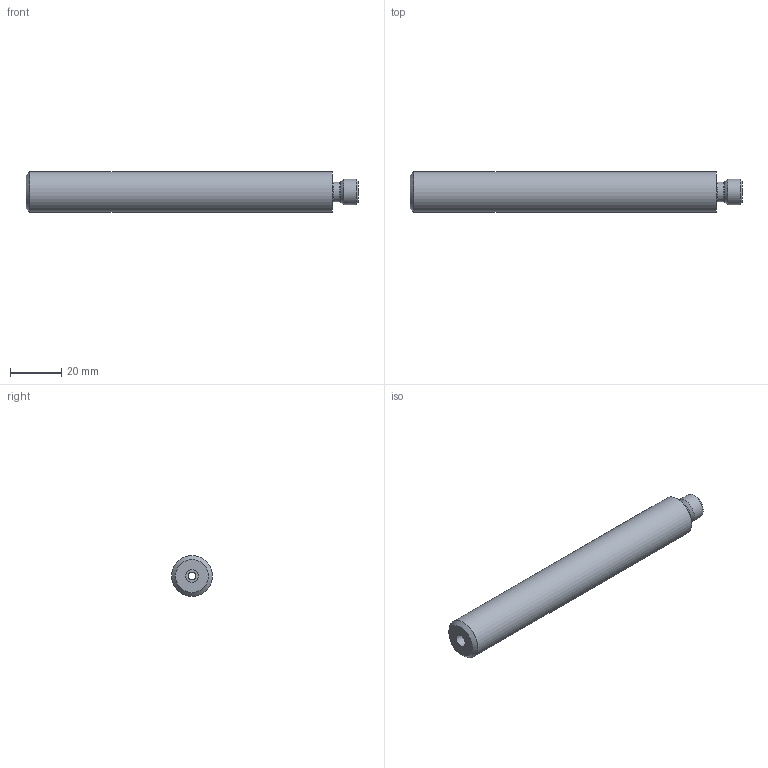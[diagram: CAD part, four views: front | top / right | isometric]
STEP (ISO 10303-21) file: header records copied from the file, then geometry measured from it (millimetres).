
FILE_DESCRIPTION (( 'STEP AP214' ), '1' );
FILE_NAME ('U16.HS0.K01.120.STEP', '2020-08-14T11:01:39', ( '' ), ( '' ), 'SwSTEP 2.0', 'SolidWorks 2017', '' );
FILE_SCHEMA (( 'AUTOMOTIVE_DESIGN' ));
Length unit declared in the file: millimetre
Products named in the file (3): HM1-U16.001.120_A; HM1-BG1.010.025_A; U16.HS0.K01.120
Assembly tree (2 placements, depth 2):
  U16.HS0.K01.120
    HM1-U16.001.120_A
    HM1-BG1.010.025_A
Bounding box: 130 x 16 x 16 mm (x, y, z)
Volume: 22687.3 mm3; surface area: 9559.2 mm2
Topology: 2 solids, 2 shells, 20 faces, 38 edges, 23 vertices
Faces by surface type: cylinder 7, cone 6, plane 5, torus 2
Full cylindrical faces by diameter (mm): 3 x1, 5 x1, 7.7 x1, 8.5 x1, 10 x2, 16 x1
Entity records: 522 total; most frequent: DIRECTION 90, CARTESIAN_POINT 65, AXIS2_PLACEMENT_3D 45, ORIENTED_EDGE 40, EDGE_LOOP 40, FACE_OUTER_BOUND 29, VERTEX_POINT 20, EDGE_CURVE 20
